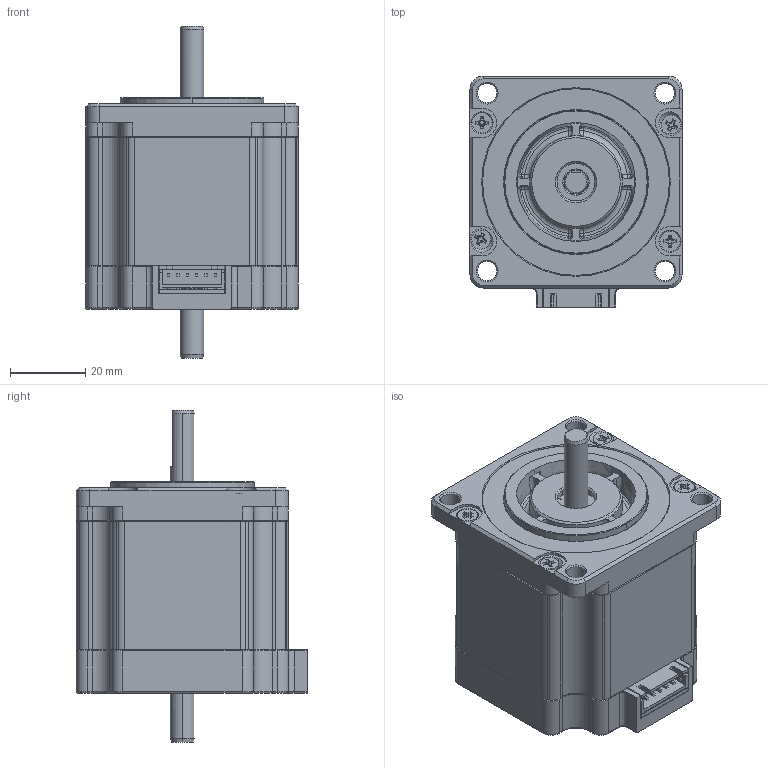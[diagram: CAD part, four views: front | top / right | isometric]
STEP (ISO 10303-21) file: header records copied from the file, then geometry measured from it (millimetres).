
FILE_DESCRIPTION((''),'2;1');
FILE_NAME('4611110027560_ASM','2024-04-17T09:45:53',('ms26442'),(''),'CREO PARAMETRIC BY PTC INC, 2018100','CREO PARAMETRIC BY PTC INC, 2018100','');
FILE_SCHEMA(('CONFIG_CONTROL_DESIGN'));
Products named in the file (26): 4613102100430; 3698153000043; 3698153000329; 4613104002681_ASM; 4713101000728; 4718405003477; 4713120000558_ASM; 4613103004964_ASM; 4219121302125; 4613106100428_AF0; 4332101102908_AF0; 4693220000369_AF0; 4613106100428_AF1; 4613107107478_ASM; 4333201500270; 4333201500254; 4331101000005; 4613108003839_ASM; 4219121302242; 4294440200013_AF0; 4294440200013_AF1; 4294404000576; 4613153001179_ASM; 3219720005029; 3219720000388; 4611110027560_ASM
Assembly tree (29 placements, depth 5):
  4611110027560_ASM
    4613153001179_ASM
      4613103004964_ASM
        4613104002681_ASM
          4613102100430
          3698153000043
          3698153000329
        4713120000558_ASM
          4713101000728
          4718405003477
      4219121302125
      4613108003839_ASM
        4613107107478_ASM
          4613106100428_AF0
          4332101102908_AF0
          4693220000369_AF0
          4613106100428_AF1
        4333201500270
        4333201500254
        4331101000005  x2
      4219121302242
      4294440200013_AF0
      4294440200013_AF1
      4294404000576  x4
    3219720005029
    3219720000388
Bounding box: 56.26 x 61.48 x 88 mm (x, y, z)
Volume: 108513.1 mm3; surface area: 106364.6 mm2
Topology: 106 solids, 120 shells, 4160 faces, 11135 edges, 7318 vertices
Faces by surface type: plane 2123, cylinder 1797, cone 131, torus 45, bspline 40, extrusion 24
Entity records: 130087 total; most frequent: CARTESIAN_POINT 25548, DIRECTION 22325, ORIENTED_EDGE 21622, EDGE_CURVE 10825, AXIS2_PLACEMENT_3D 7707, VERTEX_POINT 7120, VECTOR 6911, LINE 6887
